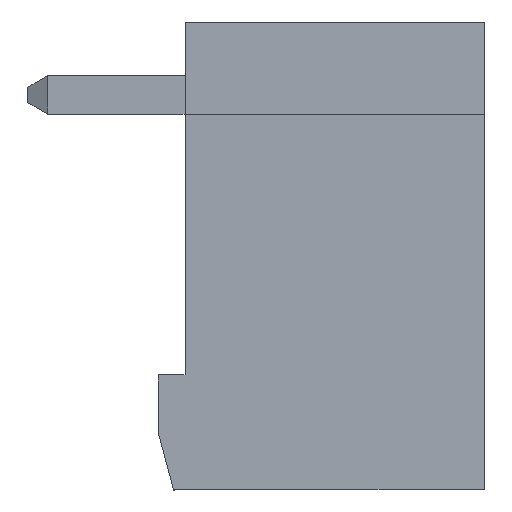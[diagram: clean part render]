
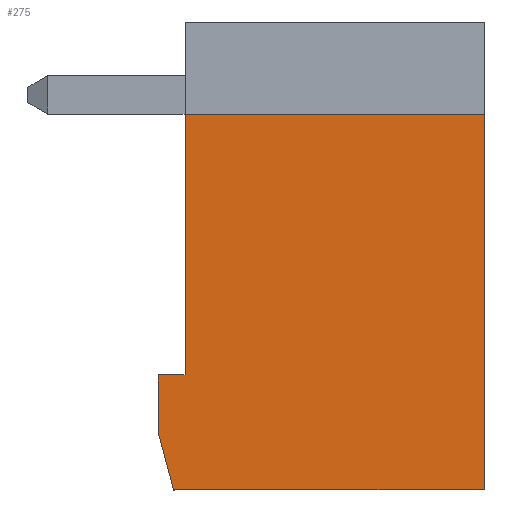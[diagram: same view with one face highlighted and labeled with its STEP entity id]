
A CAD part, front view. The second image highlights one B-rep face of the part: STEP entity #275.
In plain terms, the highlighted planar face has unit normal (0, -1, 0).
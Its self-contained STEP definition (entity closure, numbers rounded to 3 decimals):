
#275 = ADVANCED_FACE( '', ( #616 ), #617, .F. );
#616 = FACE_OUTER_BOUND( '', #1026, .T. );
#617 = PLANE( '', #1027 );
#1026 = EDGE_LOOP( '', ( #1789, #1790, #1791, #1792, #1793, #1794, #1795 ) );
#1027 = AXIS2_PLACEMENT_3D( '', #1796, #1797, #1798 );
#1789 = ORIENTED_EDGE( '', *, *, #2672, .F. );
#1790 = ORIENTED_EDGE( '', *, *, #2682, .F. );
#1791 = ORIENTED_EDGE( '', *, *, #2708, .F. );
#1792 = ORIENTED_EDGE( '', *, *, #2709, .F. );
#1793 = ORIENTED_EDGE( '', *, *, #2457, .F. );
#1794 = ORIENTED_EDGE( '', *, *, #2640, .F. );
#1795 = ORIENTED_EDGE( '', *, *, #2710, .F. );
#1796 = CARTESIAN_POINT( '', ( -0.699, 55.81, -9.8 ) );
#1797 = DIRECTION( '', ( 0., 1., 0. ) );
#1798 = DIRECTION( '', ( 0., 0., -1. ) );
#2457 = EDGE_CURVE( '', #2944, #2946, #2947, .T. );
#2640 = EDGE_CURVE( '', #3237, #2944, #3239, .T. );
#2672 = EDGE_CURVE( '', #3284, #3274, #3286, .T. );
#2682 = EDGE_CURVE( '', #3298, #3284, #3300, .T. );
#2708 = EDGE_CURVE( '', #3333, #3298, #3334, .T. );
#2709 = EDGE_CURVE( '', #2946, #3333, #3335, .T. );
#2710 = EDGE_CURVE( '', #3274, #3237, #3336, .T. );
#2944 = VERTEX_POINT( '', #3634 );
#2946 = VERTEX_POINT( '', #3637 );
#2947 = LINE( '', #3638, #3639 );
#3237 = VERTEX_POINT( '', #4066 );
#3239 = LINE( '', #4069, #4070 );
#3274 = VERTEX_POINT( '', #4123 );
#3284 = VERTEX_POINT( '', #4139 );
#3286 = LINE( '', #4142, #4143 );
#3298 = VERTEX_POINT( '', #4160 );
#3300 = LINE( '', #4163, #4164 );
#3333 = VERTEX_POINT( '', #4215 );
#3334 = LINE( '', #4216, #4217 );
#3335 = LINE( '', #4218, #4219 );
#3336 = LINE( '', #4220, #4221 );
#3634 = CARTESIAN_POINT( '', ( 0., 55.81, -6.8 ) );
#3637 = CARTESIAN_POINT( '', ( 0., 55.81, 0. ) );
#3638 = CARTESIAN_POINT( '', ( 0., 55.81, 0. ) );
#3639 = VECTOR( '', #4541, 1000. );
#4066 = CARTESIAN_POINT( '', ( -0.699, 55.81, -6.8 ) );
#4069 = CARTESIAN_POINT( '', ( -0.099, 55.81, -6.8 ) );
#4070 = VECTOR( '', #4695, 1000. );
#4123 = CARTESIAN_POINT( '', ( -0.699, 55.81, -8.307 ) );
#4139 = CARTESIAN_POINT( '', ( -0.299, 55.81, -9.8 ) );
#4142 = CARTESIAN_POINT( '', ( -0.699, 55.81, -8.307 ) );
#4143 = VECTOR( '', #4721, 1000. );
#4160 = CARTESIAN_POINT( '', ( 7.801, 55.81, -9.8 ) );
#4163 = CARTESIAN_POINT( '', ( 6.303, 55.81, -9.8 ) );
#4164 = VECTOR( '', #4731, 1000. );
#4215 = CARTESIAN_POINT( '', ( 7.801, 55.81, 0. ) );
#4216 = CARTESIAN_POINT( '', ( 7.801, 55.81, -9.8 ) );
#4217 = VECTOR( '', #4753, 1000. );
#4218 = CARTESIAN_POINT( '', ( 7.801, 55.81, 0. ) );
#4219 = VECTOR( '', #4754, 1000. );
#4220 = CARTESIAN_POINT( '', ( -0.699, 55.81, -6.8 ) );
#4221 = VECTOR( '', #4755, 1000. );
#4541 = DIRECTION( '', ( 0., 0., 1. ) );
#4695 = DIRECTION( '', ( 1., 0., 0. ) );
#4721 = DIRECTION( '', ( -0.259, 0., 0.966 ) );
#4731 = DIRECTION( '', ( -1., 0., 0. ) );
#4753 = DIRECTION( '', ( 0., 0., -1. ) );
#4754 = DIRECTION( '', ( 1., 0., 0. ) );
#4755 = DIRECTION( '', ( 0., 0., 1. ) );
